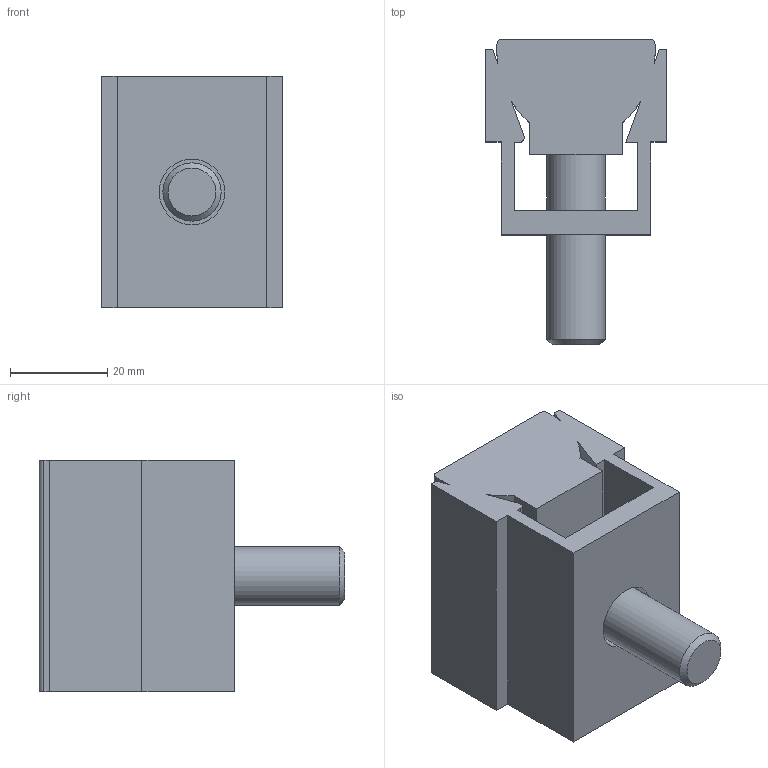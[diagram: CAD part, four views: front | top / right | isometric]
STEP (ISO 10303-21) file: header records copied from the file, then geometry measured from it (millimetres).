
FILE_DESCRIPTION( ( 'STEP AP214' ), '1' );
FILE_NAME( 'K0037.12.stp', '2020-11-24T15:17:03', ( '' ), ( '' ), ' ', 'PARTsolutions', ' ' );
FILE_SCHEMA( ( 'AUTOMOTIVE_DESIGN { 1 0 10303 214 1 1 1 1 }' ) );
Length unit declared in the file: millimetre
Products named in the file (1): _K0037.12
Bounding box: 37.3 x 62.8 x 47.6 mm (x, y, z)
Volume: 50516.3 mm3; surface area: 19630.9 mm2
Topology: 1 solids, 1 shells, 49 faces, 124 edges, 82 vertices
Faces by surface type: plane 35, cylinder 12, cone 1, torus 1
Full cylindrical faces by diameter (mm): 12 x1, 13.5 x2, 17.7 x1, 20 x1
Entity records: 1849 total; most frequent: CARTESIAN_POINT 249, DIRECTION 243, ORIENTED_EDGE 234, EDGE_CURVE 117, LINE 91, VECTOR 91, VERTEX_POINT 82, AXIS2_PLACEMENT_3D 76
